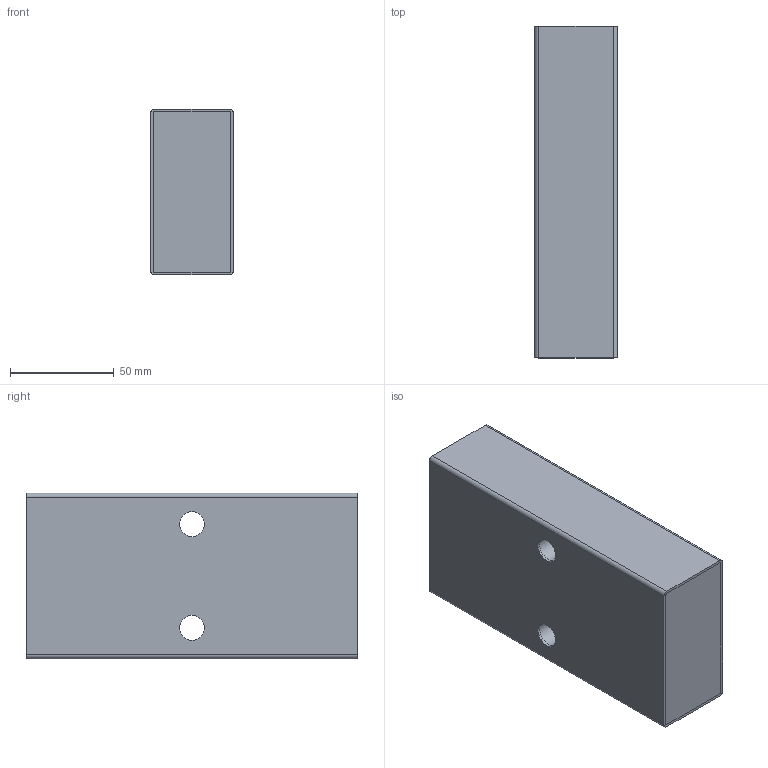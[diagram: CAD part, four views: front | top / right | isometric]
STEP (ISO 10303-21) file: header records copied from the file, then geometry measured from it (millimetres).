
FILE_DESCRIPTION(('STEP AP242'), '1');
FILE_NAME('Åõ ÄÂÃ 102 áëîê ìàãíèòà, òîðöåâîé, òèïîâîé ðàçìåð, ïðÿìîóãîëüíèê', '', ('UNSPECIFIED'), ('UNSPECIFIED'), 'C3D Converter', 'C3D Toolkit', '');
FILE_SCHEMA(('AP242_MANAGED_MODEL_BASED_3D_ENGINEERING_MIM_LF { 1 0 10303 442 1 1 4 }'));
Length unit declared in the file: millimetre
Products named in the file (2): АТФЕ.757159.184-100
Assembly tree (1 placements, depth 2):
  АТФЕ.757159.184-100
    (unnamed)
Bounding box: 40 x 160 x 80 mm (x, y, z)
Volume: 495612.7 mm3; surface area: 119229.4 mm2
Topology: 2 solids, 2 shells, 38 faces, 96 edges, 64 vertices
Faces by surface type: cylinder 20, plane 18
Full cylindrical faces by diameter (mm): 12 x4, 19 x4
Entity records: 1511 total; most frequent: DIRECTION 236, CARTESIAN_POINT 206, ORIENTED_EDGE 176, AXIS2_PLACEMENT_3D 94, EDGE_CURVE 88, VERTEX_POINT 64, EDGE_LOOP 62, LINE 48
